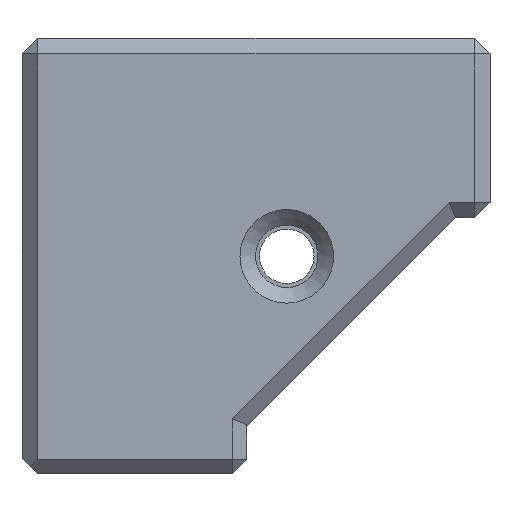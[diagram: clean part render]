
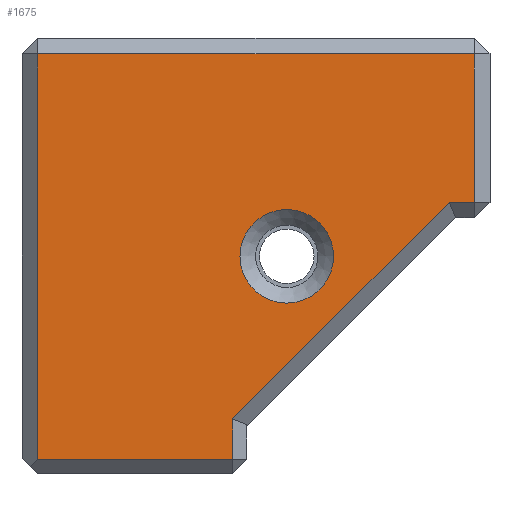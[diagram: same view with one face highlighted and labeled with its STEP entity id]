
A CAD part, front view. The second image highlights one B-rep face of the part: STEP entity #1675.
In plain terms, the highlighted planar face has unit normal (0, -1, 0).
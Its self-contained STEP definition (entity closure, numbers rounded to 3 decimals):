
#28=FACE_BOUND('',#237,.T.);
#37=CIRCLE('',#1753,3.);
#137=FACE_OUTER_BOUND('',#236,.T.);
#236=EDGE_LOOP('',(#1486,#1487,#1488,#1489,#1490,#1491,#1492));
#237=EDGE_LOOP('',(#1493));
#409=LINE('',#2614,#623);
#413=LINE('',#2622,#627);
#436=LINE('',#2666,#650);
#438=LINE('',#2669,#652);
#440=LINE('',#2672,#654);
#442=LINE('',#2677,#656);
#444=LINE('',#2680,#658);
#623=VECTOR('',#2143,10.);
#627=VECTOR('',#2149,10.);
#650=VECTOR('',#2192,10.);
#652=VECTOR('',#2196,10.);
#654=VECTOR('',#2200,10.);
#656=VECTOR('',#2204,10.);
#658=VECTOR('',#2208,10.);
#746=VERTEX_POINT('',#2499);
#785=VERTEX_POINT('',#2602);
#788=VERTEX_POINT('',#2612);
#791=VERTEX_POINT('',#2621);
#797=VERTEX_POINT('',#2641);
#798=VERTEX_POINT('',#2648);
#801=VERTEX_POINT('',#2657);
#804=VERTEX_POINT('',#2676);
#937=EDGE_CURVE('',#746,#746,#37,.T.);
#993=EDGE_CURVE('',#788,#785,#409,.T.);
#997=EDGE_CURVE('',#785,#791,#413,.T.);
#1020=EDGE_CURVE('',#791,#801,#436,.T.);
#1022=EDGE_CURVE('',#801,#798,#438,.T.);
#1024=EDGE_CURVE('',#798,#797,#440,.T.);
#1026=EDGE_CURVE('',#797,#804,#442,.T.);
#1028=EDGE_CURVE('',#804,#788,#444,.T.);
#1486=ORIENTED_EDGE('',*,*,#1028,.F.);
#1487=ORIENTED_EDGE('',*,*,#1026,.F.);
#1488=ORIENTED_EDGE('',*,*,#1024,.F.);
#1489=ORIENTED_EDGE('',*,*,#1022,.F.);
#1490=ORIENTED_EDGE('',*,*,#1020,.F.);
#1491=ORIENTED_EDGE('',*,*,#997,.F.);
#1492=ORIENTED_EDGE('',*,*,#993,.F.);
#1493=ORIENTED_EDGE('',*,*,#937,.T.);
#1581=PLANE('',#1799);
#1675=ADVANCED_FACE('',(#137,#28),#1581,.T.);
#1753=AXIS2_PLACEMENT_3D('',#2500,#2048,#2049);
#1799=AXIS2_PLACEMENT_3D('',#2698,#2232,#2233);
#2048=DIRECTION('center_axis',(0.,1.,0.));
#2049=DIRECTION('ref_axis',(1.,0.,0.));
#2143=DIRECTION('',(0.,0.,-1.));
#2149=DIRECTION('',(-1.,0.,0.));
#2192=DIRECTION('',(0.,0.,1.));
#2196=DIRECTION('',(1.,0.,0.));
#2200=DIRECTION('',(0.,0.,-1.));
#2204=DIRECTION('',(-1.,0.,0.));
#2208=DIRECTION('',(-0.707,0.,-0.707));
#2232=DIRECTION('center_axis',(0.,-1.,0.));
#2233=DIRECTION('ref_axis',(0.,0.,-1.));
#2499=CARTESIAN_POINT('',(11.871,-3.2,13.929));
#2500=CARTESIAN_POINT('Origin',(14.871,-3.2,13.929));
#2602=CARTESIAN_POINT('',(11.4,-3.2,0.9));
#2612=CARTESIAN_POINT('',(11.4,-3.2,3.514));
#2614=CARTESIAN_POINT('',(11.4,-3.2,6.975));
#2621=CARTESIAN_POINT('',(-1.1,-3.2,0.9));
#2622=CARTESIAN_POINT('',(5.4,-3.2,0.9));
#2641=CARTESIAN_POINT('',(26.9,-3.2,17.4));
#2648=CARTESIAN_POINT('',(26.9,-3.2,26.9));
#2657=CARTESIAN_POINT('',(-1.1,-3.2,26.9));
#2666=CARTESIAN_POINT('',(-1.1,-3.2,20.925));
#2669=CARTESIAN_POINT('',(20.4,-3.2,26.9));
#2672=CARTESIAN_POINT('',(26.9,-3.2,15.175));
#2676=CARTESIAN_POINT('',(25.286,-3.2,17.4));
#2677=CARTESIAN_POINT('',(19.3,-3.2,17.4));
#2680=CARTESIAN_POINT('',(14.48,-3.2,6.595));
#2698=CARTESIAN_POINT('Origin',(12.9,-3.2,13.95));
